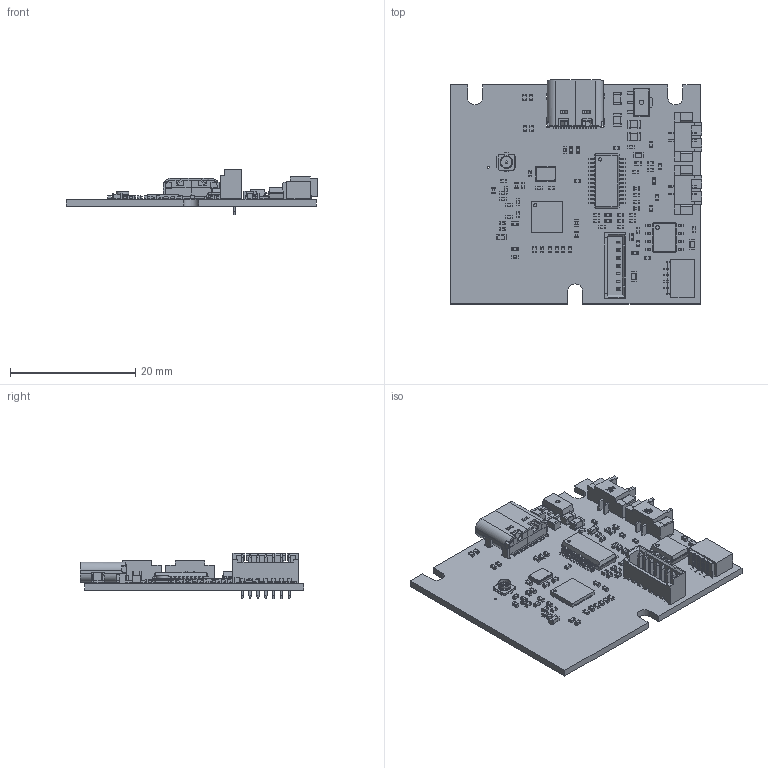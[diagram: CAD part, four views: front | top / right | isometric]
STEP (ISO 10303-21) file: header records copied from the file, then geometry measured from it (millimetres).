
FILE_DESCRIPTION(('KiCad electronic assembly'),'2;1');
FILE_NAME('ZXAIEC43.step','2025-07-24T15:13:55',('Pcbnew'),('Kicad'), 'Open CASCADE STEP processor 7.9','KiCad to STEP converter','Unknown' );
FILE_SCHEMA(('AUTOMOTIVE_DESIGN { 1 0 10303 214 1 1 1 1 }'));
Length unit declared in the file: millimetre
Products named in the file (18): ZXAIEC43 1; C_0805_2012Metric; JST - GH - SMD (R) - 2Pin - 1.25mm; L_0402_1005Metric; R_0402_1005Metric; C_0402_1005Metric; QFN-32-1EP_5x5mm_P0.5mm_EP3.45x3.45mm; U.FL_Hirose_U.FL-R-SMT-1_Vertical; C_0603_1608Metric; MX1.25-7P-TH; SSOP-24_3.9x8.7mm_P0.635mm; SOT-89-3; ZXAIEC43 1.73.1; SOIC-8_3.9x4.9mm_P1.27mm; Crystal_SMD_3225-4Pin_3.2x2.5mm; USB_C_Receptacle_GCT_USB4105-xx-A_16P_TopMnt_Horizontal; SH1.0-4P; ZXAIEC43A_PCB
Assembly tree (87 placements, depth 3):
  ZXAIEC43 1
    C_0805_2012Metric  x4
    JST - GH - SMD (R) - 2Pin - 1.25mm  x2
    L_0402_1005Metric  x5
    R_0402_1005Metric  x30
    C_0402_1005Metric  x31
    QFN-32-1EP_5x5mm_P0.5mm_EP3.45x3.45mm
    U.FL_Hirose_U.FL-R-SMT-1_Vertical
    C_0603_1608Metric  x4
    MX1.25-7P-TH
    SSOP-24_3.9x8.7mm_P0.635mm
    SOT-89-3
      ZXAIEC43 1.73.1
    SOIC-8_3.9x4.9mm_P1.27mm
    Crystal_SMD_3225-4Pin_3.2x2.5mm
    USB_C_Receptacle_GCT_USB4105-xx-A_16P_TopMnt_Horizontal
    SH1.0-4P
    ZXAIEC43A_PCB
Bounding box: 40.25 x 35.77 x 7.2 mm (x, y, z)
Volume: 2023.8 mm3; surface area: 5159.9 mm2
Topology: 129 solids, 169 shells, 4549 faces, 11782 edges, 7678 vertices
Faces by surface type: plane 3249, cylinder 1176, bspline 112, cone 11, sphere 1
Full cylindrical faces by diameter (mm): 0.3 x1, 0.4 x1, 0.5 x10, 0.65 x2, 0.7 x1, 1.8 x1, 1.92 x1, 2 x2
Entity records: 88488 total; most frequent: CARTESIAN_POINT 14870, ORIENTED_EDGE 12431, DIRECTION 11602, EDGE_CURVE 6216, LINE 4970, VECTOR 4970, VERTEX_POINT 4010, AXIS2_PLACEMENT_3D 3316
